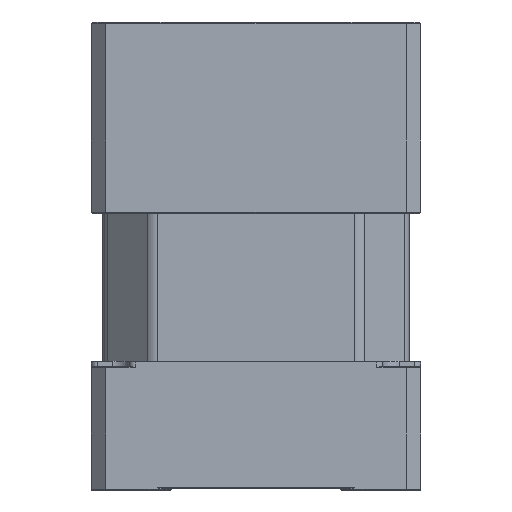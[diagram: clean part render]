
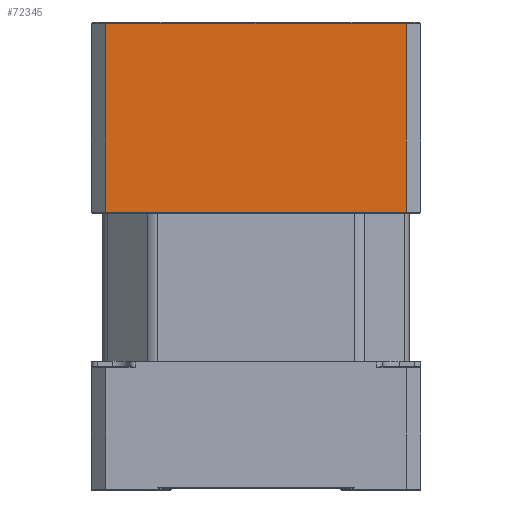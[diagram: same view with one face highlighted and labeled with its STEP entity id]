
A CAD part, left-side view. The second image highlights one B-rep face of the part: STEP entity #72345.
In plain terms, the highlighted planar face has unit normal (-1, 0, 0).
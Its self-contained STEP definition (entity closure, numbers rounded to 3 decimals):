
#3714 = CARTESIAN_POINT ( 'NONE',  ( -65.026, 36.1, 91. ) ) ;
#9340 = CARTESIAN_POINT ( 'NONE',  ( -65.026, 71.1, 113. ) ) ;
#9490 = EDGE_CURVE ( 'NONE', #53868, #64523, #18817, .T. ) ;
#10618 = ORIENTED_EDGE ( 'NONE', *, *, #42277, .F. ) ;
#12829 = CARTESIAN_POINT ( 'NONE',  ( -65.026, -38.9, 90.5 ) ) ;
#13739 = CARTESIAN_POINT ( 'NONE',  ( -65.026, 71.1, 157. ) ) ;
#18817 = B_SPLINE_CURVE_WITH_KNOTS ( 'NONE', 3,
 ( #122559, #130793, #112318, #89786 ),
 .UNSPECIFIED., .F., .F.,
 ( 4, 4 ),
 ( 0., 1. ),
 .UNSPECIFIED. ) ;
#20934 = ORIENTED_EDGE ( 'NONE', *, *, #9490, .F. ) ;
#23045 = DIRECTION ( 'NONE',  ( 1., 0., 0. ) ) ;
#23282 = CARTESIAN_POINT ( 'NONE',  ( -65.026, -33.9, 157. ) ) ;
#27811 = CARTESIAN_POINT ( 'NONE',  ( -65.026, 71.1, 157. ) ) ;
#29647 = B_SPLINE_CURVE_WITH_KNOTS ( 'NONE', 3,
 ( #13739, #65728, #104751, #23282 ),
 .UNSPECIFIED., .F., .F.,
 ( 4, 4 ),
 ( 0., 1. ),
 .UNSPECIFIED. ) ;
#31061 = CARTESIAN_POINT ( 'NONE',  ( -65.026, 71.1, 91. ) ) ;
#42277 = EDGE_CURVE ( 'NONE', #128428, #53868, #29647, .T. ) ;
#44749 = CARTESIAN_POINT ( 'NONE',  ( -65.026, 71.1, 91. ) ) ;
#46596 = FACE_OUTER_BOUND ( 'NONE', #70485, .T. ) ;
#51046 = CARTESIAN_POINT ( 'NONE',  ( -65.026, 71.1, 135. ) ) ;
#52393 = CARTESIAN_POINT ( 'NONE',  ( -65.026, 71.1, 91. ) ) ;
#53018 = CARTESIAN_POINT ( 'NONE',  ( -65.026, -33.9, 91. ) ) ;
#53868 = VERTEX_POINT ( 'NONE', #91439 ) ;
#55115 = VERTEX_POINT ( 'NONE', #31061 ) ;
#55950 = ORIENTED_EDGE ( 'NONE', *, *, #134141, .F. ) ;
#56348 = CARTESIAN_POINT ( 'NONE',  ( -65.026, -33.9, 91. ) ) ;
#64523 = VERTEX_POINT ( 'NONE', #53018 ) ;
#65728 = CARTESIAN_POINT ( 'NONE',  ( -65.026, 36.1, 157. ) ) ;
#70485 = EDGE_LOOP ( 'NONE', ( #55950, #20934, #10618, #71631 ) ) ;
#71631 = ORIENTED_EDGE ( 'NONE', *, *, #81575, .F. ) ;
#72345 = ADVANCED_FACE ( 'NONE', ( #46596 ), #114120, .F. ) ;
#81575 = EDGE_CURVE ( 'NONE', #55115, #128428, #93967, .T. ) ;
#82562 = CARTESIAN_POINT ( 'NONE',  ( -65.026, 71.1, 157. ) ) ;
#82662 = DIRECTION ( 'NONE',  ( 0., 0., 1. ) ) ;
#83799 = AXIS2_PLACEMENT_3D ( 'NONE', #12829, #23045, #82662 ) ;
#88937 = B_SPLINE_CURVE_WITH_KNOTS ( 'NONE', 3,
 ( #56348, #98107, #3714, #44749 ),
 .UNSPECIFIED., .F., .F.,
 ( 4, 4 ),
 ( 0., 1. ),
 .UNSPECIFIED. ) ;
#89786 = CARTESIAN_POINT ( 'NONE',  ( -65.026, -33.9, 91. ) ) ;
#91439 = CARTESIAN_POINT ( 'NONE',  ( -65.026, -33.9, 157. ) ) ;
#93967 = B_SPLINE_CURVE_WITH_KNOTS ( 'NONE', 3,
 ( #52393, #9340, #51046, #82562 ),
 .UNSPECIFIED., .F., .F.,
 ( 4, 4 ),
 ( 0., 1. ),
 .UNSPECIFIED. ) ;
#98107 = CARTESIAN_POINT ( 'NONE',  ( -65.026, 1.1, 91. ) ) ;
#104751 = CARTESIAN_POINT ( 'NONE',  ( -65.026, 1.1, 157. ) ) ;
#112318 = CARTESIAN_POINT ( 'NONE',  ( -65.026, -33.9, 113. ) ) ;
#114120 = PLANE ( 'NONE',  #83799 ) ;
#122559 = CARTESIAN_POINT ( 'NONE',  ( -65.026, -33.9, 157. ) ) ;
#128428 = VERTEX_POINT ( 'NONE', #27811 ) ;
#130793 = CARTESIAN_POINT ( 'NONE',  ( -65.026, -33.9, 135. ) ) ;
#134141 = EDGE_CURVE ( 'NONE', #64523, #55115, #88937, .T. ) ;
